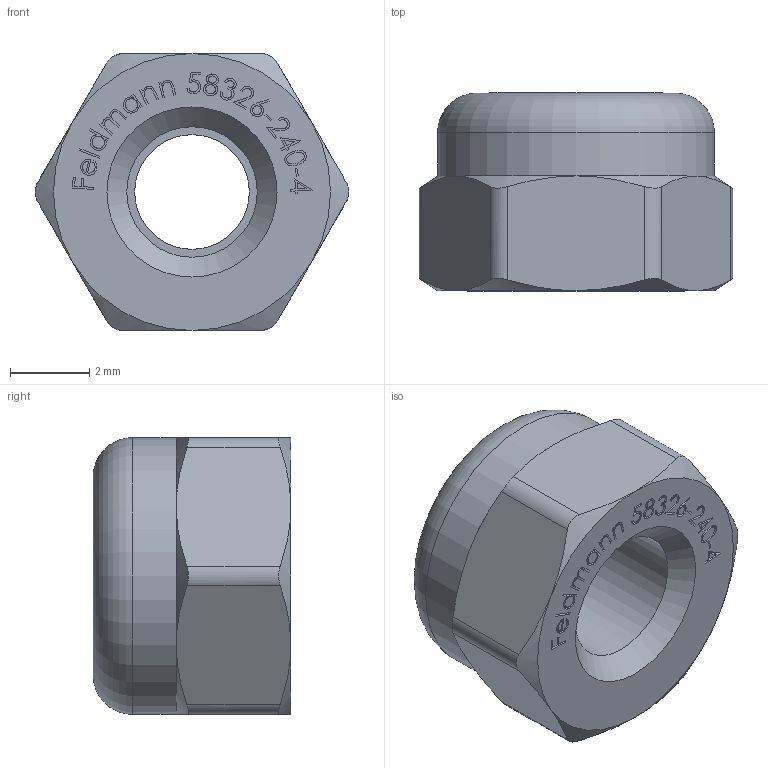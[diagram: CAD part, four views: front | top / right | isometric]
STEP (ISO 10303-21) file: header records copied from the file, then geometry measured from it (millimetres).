
FILE_DESCRIPTION (( 'STEP AP203' ), '1' );
FILE_NAME ('58326-240-4.step', '2021-12-10T09:48:44', ( '' ), ( '' ), 'SwSTEP 2.0', 'SolidWorks 2018', '' );
FILE_SCHEMA (( 'CONFIG_CONTROL_DESIGN' ));
Length unit declared in the file: millimetre
Products named in the file (2): 58326-240-4
Bounding box: 7.93 x 5 x 7 mm (x, y, z)
Volume: 152.1 mm3; surface area: 291.2 mm2
Topology: 2 solids, 2 shells, 296 faces, 771 edges, 510 vertices
Faces by surface type: plane 152, bspline 117, cone 14, cylinder 12, torus 1
Full cylindrical faces by diameter (mm): 2.9 x1, 3.3 x2, 5.3 x2, 7 x1
Entity records: 15792 total; most frequent: CARTESIAN_POINT 9257, ORIENTED_EDGE 1522, DIRECTION 879, EDGE_CURVE 761, VERTEX_POINT 508, VECTOR 465, LINE 465, EDGE_LOOP 339
